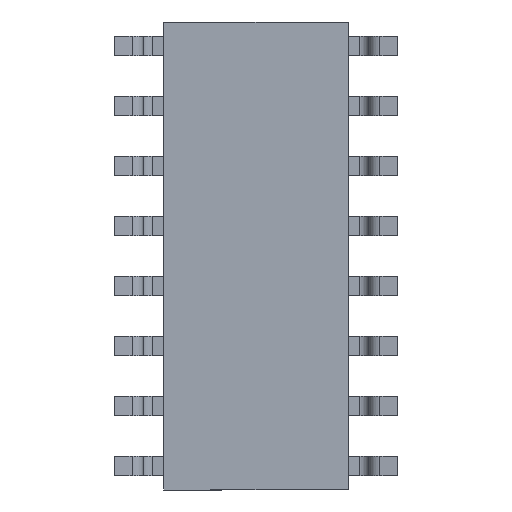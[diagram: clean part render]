
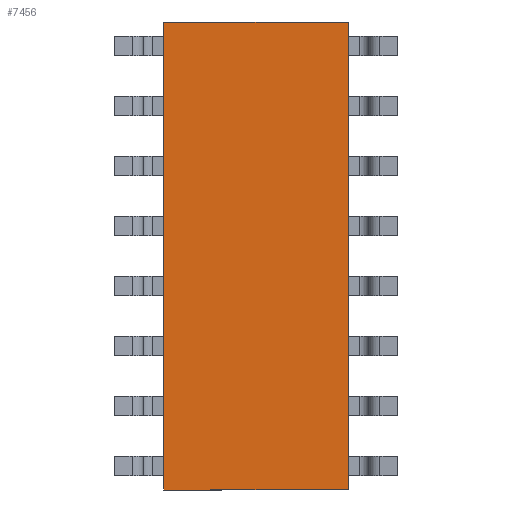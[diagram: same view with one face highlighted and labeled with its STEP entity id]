
A CAD part, front view. The second image highlights one B-rep face of the part: STEP entity #7456.
In plain terms, the highlighted planar face has unit normal (0, -1, 0).
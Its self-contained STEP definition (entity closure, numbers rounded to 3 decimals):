
#484 = CARTESIAN_POINT ( 'NONE',  ( 1.95, 0.15, 4.95 ) ) ;
#1129 = VERTEX_POINT ( 'NONE', #6462 ) ;
#1149 = DIRECTION ( 'NONE',  ( 0., 1., 0. ) ) ;
#1350 = ORIENTED_EDGE ( 'NONE', *, *, #5312, .F. ) ;
#1458 = CARTESIAN_POINT ( 'NONE',  ( -1.95, 0.15, -4.95 ) ) ;
#1738 = DIRECTION ( 'NONE',  ( 1., 0., 0. ) ) ;
#1886 = LINE ( 'NONE', #7315, #8977 ) ;
#2032 = VERTEX_POINT ( 'NONE', #1458 ) ;
#2688 = LINE ( 'NONE', #484, #8016 ) ;
#2696 = LINE ( 'NONE', #8129, #9820 ) ;
#2718 = PLANE ( 'NONE',  #4528 ) ;
#2835 = VECTOR ( 'NONE', #1738, 1000. ) ;
#3446 = ORIENTED_EDGE ( 'NONE', *, *, #6524, .F. ) ;
#3449 = ORIENTED_EDGE ( 'NONE', *, *, #9917, .F. ) ;
#3692 = EDGE_CURVE ( 'NONE', #1129, #5710, #2688, .T. ) ;
#4528 = AXIS2_PLACEMENT_3D ( 'NONE', #6684, #1149, #6489 ) ;
#5087 = DIRECTION ( 'NONE',  ( 0., 0., -1. ) ) ;
#5273 = ORIENTED_EDGE ( 'NONE', *, *, #3692, .F. ) ;
#5312 = EDGE_CURVE ( 'NONE', #5710, #2032, #2696, .T. ) ;
#5709 = DIRECTION ( 'NONE',  ( 0., 0., 1. ) ) ;
#5710 = VERTEX_POINT ( 'NONE', #6148 ) ;
#5996 = EDGE_LOOP ( 'NONE', ( #3446, #1350, #5273, #3449 ) ) ;
#6148 = CARTESIAN_POINT ( 'NONE',  ( 1.95, 0.15, -4.95 ) ) ;
#6306 = CARTESIAN_POINT ( 'NONE',  ( 1.95, 0.15, 4.95 ) ) ;
#6462 = CARTESIAN_POINT ( 'NONE',  ( 1.95, 0.15, 4.95 ) ) ;
#6489 = DIRECTION ( 'NONE',  ( 0., 0., 1. ) ) ;
#6524 = EDGE_CURVE ( 'NONE', #2032, #6582, #1886, .T. ) ;
#6582 = VERTEX_POINT ( 'NONE', #8168 ) ;
#6631 = DIRECTION ( 'NONE',  ( -1., 0., 0. ) ) ;
#6684 = CARTESIAN_POINT ( 'NONE',  ( -1.95, 0.15, -4.95 ) ) ;
#6850 = LINE ( 'NONE', #6306, #2835 ) ;
#7315 = CARTESIAN_POINT ( 'NONE',  ( -1.95, 0.15, 4.95 ) ) ;
#7456 = ADVANCED_FACE ( 'NONE', ( #8148 ), #2718, .F. ) ;
#8016 = VECTOR ( 'NONE', #5087, 1000. ) ;
#8129 = CARTESIAN_POINT ( 'NONE',  ( 1.95, 0.15, -4.95 ) ) ;
#8148 = FACE_OUTER_BOUND ( 'NONE', #5996, .T. ) ;
#8168 = CARTESIAN_POINT ( 'NONE',  ( -1.95, 0.15, 4.95 ) ) ;
#8977 = VECTOR ( 'NONE', #5709, 1000. ) ;
#9820 = VECTOR ( 'NONE', #6631, 1000. ) ;
#9917 = EDGE_CURVE ( 'NONE', #6582, #1129, #6850, .T. ) ;
